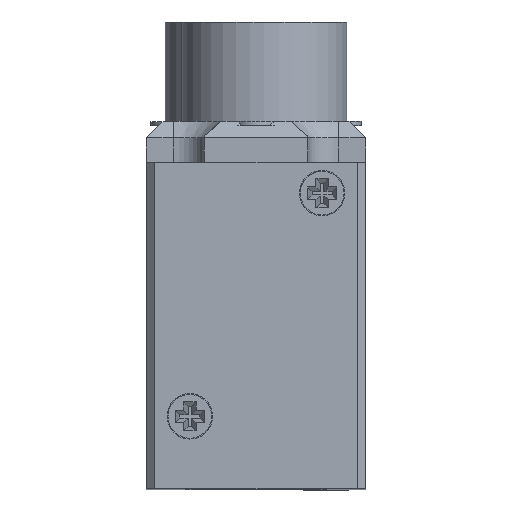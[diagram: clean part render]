
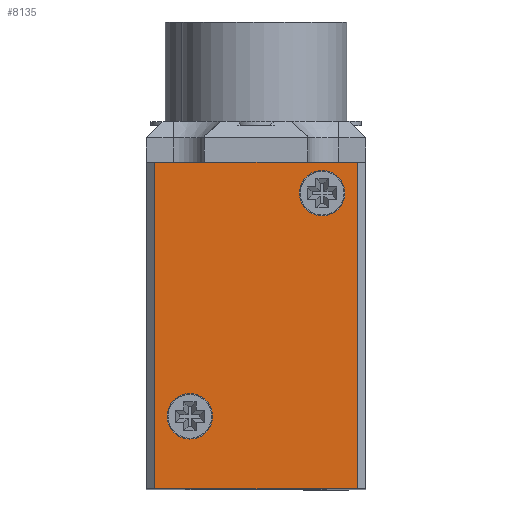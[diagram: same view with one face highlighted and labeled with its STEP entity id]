
A CAD part, top view. The second image highlights one B-rep face of the part: STEP entity #8135.
In plain terms, the highlighted planar face has unit normal (0, 0, 1).
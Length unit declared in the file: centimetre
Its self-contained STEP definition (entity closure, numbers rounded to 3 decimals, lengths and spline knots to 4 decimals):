
#827=LINE($,#14873,#1615);
#835=LINE($,#14888,#1623);
#836=LINE($,#14890,#1624);
#837=LINE($,#14891,#1625);
#1615=VECTOR($,#10774,2.45);
#1623=VECTOR($,#10786,3.95);
#1624=VECTOR($,#10787,2.45);
#1625=VECTOR($,#10788,3.95);
#2010=PLANE($,#8820);
#2149=FACE_BOUND($,#3107,.T.);
#2150=FACE_BOUND($,#3108,.T.);
#2565=FACE_OUTER_BOUND($,#3106,.T.);
#3106=EDGE_LOOP($,(#7322,#7323,#7324,#7325));
#3107=EDGE_LOOP($,(#7326));
#3108=EDGE_LOOP($,(#7327));
#3408=CIRCLE($,#8810,0.275);
#3410=CIRCLE($,#8813,0.275);
#4114=VERTEX_POINT($,#14827);
#4116=VERTEX_POINT($,#14832);
#4133=VERTEX_POINT($,#14871);
#4134=VERTEX_POINT($,#14872);
#4139=VERTEX_POINT($,#14887);
#4140=VERTEX_POINT($,#14889);
#5199=EDGE_CURVE($,#4114,#4114,#3408,.T.);
#5201=EDGE_CURVE($,#4116,#4116,#3410,.T.);
#5218=EDGE_CURVE($,#4133,#4134,#827,.T.);
#5226=EDGE_CURVE($,#4134,#4139,#835,.T.);
#5227=EDGE_CURVE($,#4140,#4139,#836,.T.);
#5228=EDGE_CURVE($,#4140,#4133,#837,.T.);
#7322=ORIENTED_EDGE($,*,*,#5226,.T.);
#7323=ORIENTED_EDGE($,*,*,#5227,.F.);
#7324=ORIENTED_EDGE($,*,*,#5228,.T.);
#7325=ORIENTED_EDGE($,*,*,#5218,.T.);
#7326=ORIENTED_EDGE($,*,*,#5199,.F.);
#7327=ORIENTED_EDGE($,*,*,#5201,.F.);
#8135=ADVANCED_FACE($,(#2565,#2149,#2150),#2010,.F.);
#8810=AXIS2_PLACEMENT_3D($,#14828,#10740,#10741);
#8813=AXIS2_PLACEMENT_3D($,#14833,#10746,#10747);
#8820=AXIS2_PLACEMENT_3D($,#14886,#10784,#10785);
#10740=DIRECTION('center_axis',(0.,0.,1.));
#10741=DIRECTION('ref_axis',(1.,0.,0.));
#10746=DIRECTION('center_axis',(0.,0.,1.));
#10747=DIRECTION('ref_axis',(1.,0.,0.));
#10774=DIRECTION($,(-1.,0.,0.));
#10784=DIRECTION('center_axis',(0.,0.,-1.));
#10785=DIRECTION('ref_axis',(-1.,0.,0.));
#10786=DIRECTION($,(0.,-1.,0.));
#10787=DIRECTION($,(-1.,0.,0.));
#10788=DIRECTION($,(0.,1.,0.));
#14827=CARTESIAN_POINT('',(-0.9983,-0.8948,4.3));
#14828=CARTESIAN_POINT('Origin',(-1.2733,-0.8948,4.3));
#14832=CARTESIAN_POINT('',(0.6017,1.8052,4.3));
#14833=CARTESIAN_POINT('Origin',(0.3267,1.8052,4.3));
#14871=CARTESIAN_POINT('',(0.7517,2.1802,4.3));
#14872=CARTESIAN_POINT('',(-1.6983,2.1802,4.3));
#14873=CARTESIAN_POINT($,(-1.7983,2.1802,4.3));
#14886=CARTESIAN_POINT('Origin',(0.8517,2.1802,4.3));
#14887=CARTESIAN_POINT('',(-1.6983,-1.7698,4.3));
#14888=CARTESIAN_POINT($,(-1.6983,2.1802,4.3));
#14889=CARTESIAN_POINT('',(0.7517,-1.7698,4.3));
#14890=CARTESIAN_POINT($,(0.7517,-1.7698,4.3));
#14891=CARTESIAN_POINT($,(0.7517,2.1802,4.3));
